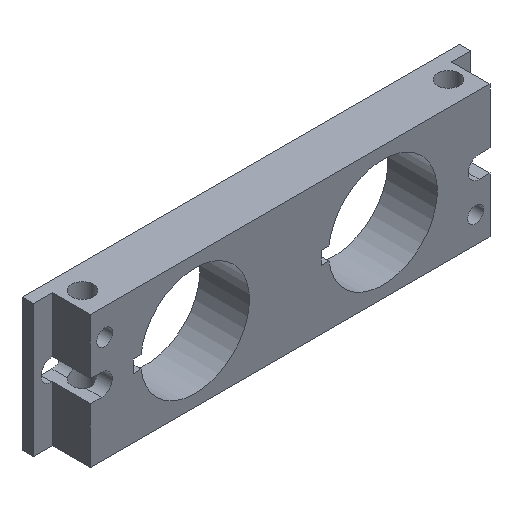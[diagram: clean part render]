
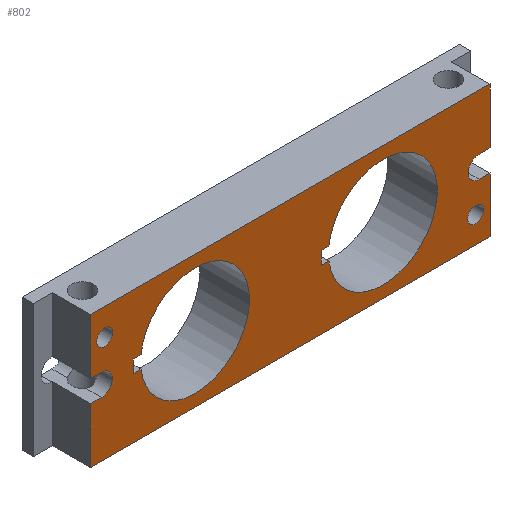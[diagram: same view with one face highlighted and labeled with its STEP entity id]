
A CAD part, isometric view. The second image highlights one B-rep face of the part: STEP entity #802.
In plain terms, the highlighted planar face has unit normal (0, -1, 0).
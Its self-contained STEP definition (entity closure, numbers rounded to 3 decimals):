
#30=PLANE('',#873);
#44=CIRCLE('',#836,2.2);
#47=CIRCLE('',#842,1.621);
#48=CIRCLE('',#844,2.2);
#51=CIRCLE('',#850,1.621);
#64=CIRCLE('',#874,11.);
#65=CIRCLE('',#875,11.);
#88=LINE('',#1300,#164);
#92=LINE('',#1309,#168);
#101=LINE('',#1331,#177);
#106=LINE('',#1342,#182);
#107=LINE('',#1345,#183);
#114=LINE('',#1366,#190);
#118=LINE('',#1376,#194);
#119=LINE('',#1378,#195);
#120=LINE('',#1380,#196);
#121=LINE('',#1384,#197);
#122=LINE('',#1386,#198);
#123=LINE('',#1388,#199);
#124=LINE('',#1389,#200);
#125=LINE('',#1390,#201);
#126=LINE('',#1391,#202);
#127=LINE('',#1392,#203);
#164=VECTOR('',#959,1000.);
#168=VECTOR('',#969,1000.);
#177=VECTOR('',#988,1000.);
#182=VECTOR('',#997,1000.);
#183=VECTOR('',#1002,1000.);
#190=VECTOR('',#1021,1000.);
#194=VECTOR('',#1029,1000.);
#195=VECTOR('',#1030,1000.);
#196=VECTOR('',#1031,1000.);
#197=VECTOR('',#1034,1000.);
#198=VECTOR('',#1035,1000.);
#199=VECTOR('',#1036,1000.);
#200=VECTOR('',#1037,1000.);
#201=VECTOR('',#1038,1000.);
#202=VECTOR('',#1039,1000.);
#203=VECTOR('',#1040,1000.);
#314=ORIENTED_EDGE('',*,*,#518,.T.);
#315=ORIENTED_EDGE('',*,*,#519,.T.);
#316=ORIENTED_EDGE('',*,*,#520,.T.);
#317=ORIENTED_EDGE('',*,*,#521,.T.);
#318=ORIENTED_EDGE('',*,*,#522,.T.);
#319=ORIENTED_EDGE('',*,*,#523,.T.);
#320=ORIENTED_EDGE('',*,*,#524,.T.);
#321=ORIENTED_EDGE('',*,*,#525,.T.);
#322=ORIENTED_EDGE('',*,*,#464,.F.);
#323=ORIENTED_EDGE('',*,*,#452,.F.);
#324=ORIENTED_EDGE('',*,*,#526,.F.);
#325=ORIENTED_EDGE('',*,*,#478,.F.);
#326=ORIENTED_EDGE('',*,*,#527,.F.);
#327=ORIENTED_EDGE('',*,*,#503,.T.);
#328=ORIENTED_EDGE('',*,*,#444,.T.);
#329=ORIENTED_EDGE('',*,*,#501,.T.);
#330=ORIENTED_EDGE('',*,*,#528,.F.);
#331=ORIENTED_EDGE('',*,*,#514,.F.);
#332=ORIENTED_EDGE('',*,*,#529,.F.);
#333=ORIENTED_EDGE('',*,*,#483,.T.);
#334=ORIENTED_EDGE('',*,*,#456,.T.);
#335=ORIENTED_EDGE('',*,*,#495,.T.);
#444=EDGE_CURVE('',#555,#554,#44,.T.);
#452=EDGE_CURVE('',#562,#562,#47,.T.);
#456=EDGE_CURVE('',#567,#566,#48,.T.);
#464=EDGE_CURVE('',#574,#574,#51,.T.);
#478=EDGE_CURVE('',#587,#582,#88,.T.);
#483=EDGE_CURVE('',#590,#567,#92,.T.);
#495=EDGE_CURVE('',#566,#597,#101,.T.);
#501=EDGE_CURVE('',#554,#601,#106,.T.);
#503=EDGE_CURVE('',#602,#555,#107,.T.);
#514=EDGE_CURVE('',#609,#610,#114,.T.);
#518=EDGE_CURVE('',#612,#613,#64,.T.);
#519=EDGE_CURVE('',#613,#614,#118,.T.);
#520=EDGE_CURVE('',#614,#615,#119,.T.);
#521=EDGE_CURVE('',#615,#612,#120,.T.);
#522=EDGE_CURVE('',#616,#617,#65,.T.);
#523=EDGE_CURVE('',#617,#618,#121,.T.);
#524=EDGE_CURVE('',#618,#619,#122,.T.);
#525=EDGE_CURVE('',#619,#616,#123,.T.);
#526=EDGE_CURVE('',#582,#597,#124,.T.);
#527=EDGE_CURVE('',#602,#587,#125,.T.);
#528=EDGE_CURVE('',#610,#601,#126,.T.);
#529=EDGE_CURVE('',#590,#609,#127,.T.);
#554=VERTEX_POINT('',#1119);
#555=VERTEX_POINT('',#1121);
#562=VERTEX_POINT('',#1167);
#566=VERTEX_POINT('',#1203);
#567=VERTEX_POINT('',#1205);
#574=VERTEX_POINT('',#1251);
#582=VERTEX_POINT('',#1289);
#587=VERTEX_POINT('',#1299);
#590=VERTEX_POINT('',#1310);
#597=VERTEX_POINT('',#1330);
#601=VERTEX_POINT('',#1341);
#602=VERTEX_POINT('',#1346);
#609=VERTEX_POINT('',#1365);
#610=VERTEX_POINT('',#1367);
#612=VERTEX_POINT('',#1374);
#613=VERTEX_POINT('',#1375);
#614=VERTEX_POINT('',#1377);
#615=VERTEX_POINT('',#1379);
#616=VERTEX_POINT('',#1382);
#617=VERTEX_POINT('',#1383);
#618=VERTEX_POINT('',#1385);
#619=VERTEX_POINT('',#1387);
#664=EDGE_LOOP('',(#314,#315,#316,#317));
#665=EDGE_LOOP('',(#318,#319,#320,#321));
#666=EDGE_LOOP('',(#322));
#667=EDGE_LOOP('',(#323));
#668=EDGE_LOOP('',(#324,#325,#326,#327,#328,#329,#330,#331,#332,#333,#334,
#335));
#730=FACE_BOUND('',#664,.T.);
#731=FACE_BOUND('',#665,.T.);
#732=FACE_BOUND('',#666,.T.);
#733=FACE_BOUND('',#667,.T.);
#734=FACE_BOUND('',#668,.T.);
#802=ADVANCED_FACE('',(#730,#731,#732,#733,#734),#30,.F.);
#836=AXIS2_PLACEMENT_3D('',#1120,#904,#905);
#842=AXIS2_PLACEMENT_3D('',#1166,#919,#920);
#844=AXIS2_PLACEMENT_3D('',#1204,#924,#925);
#850=AXIS2_PLACEMENT_3D('',#1250,#939,#940);
#873=AXIS2_PLACEMENT_3D('',#1372,#1025,#1026);
#874=AXIS2_PLACEMENT_3D('',#1373,#1027,#1028);
#875=AXIS2_PLACEMENT_3D('',#1381,#1032,#1033);
#904=DIRECTION('',(0.,1.,0.));
#905=DIRECTION('',(1.,0.,0.));
#919=DIRECTION('',(0.,-1.,0.));
#920=DIRECTION('',(0.,0.,-1.));
#924=DIRECTION('',(0.,1.,0.));
#925=DIRECTION('',(1.,0.,0.));
#939=DIRECTION('',(0.,-1.,0.));
#940=DIRECTION('',(0.,0.,-1.));
#959=DIRECTION('',(1.,0.,0.));
#969=DIRECTION('',(-1.,0.,0.));
#988=DIRECTION('',(1.,0.,0.));
#997=DIRECTION('',(-1.,0.,0.));
#1002=DIRECTION('',(1.,0.,0.));
#1021=DIRECTION('',(-1.,0.,0.));
#1025=DIRECTION('',(0.,1.,0.));
#1026=DIRECTION('',(0.,0.,1.));
#1027=DIRECTION('',(0.,1.,0.));
#1028=DIRECTION('',(1.,0.,0.));
#1029=DIRECTION('',(-1.,0.,0.));
#1030=DIRECTION('',(0.,0.,1.));
#1031=DIRECTION('',(1.,0.,0.));
#1032=DIRECTION('',(0.,1.,0.));
#1033=DIRECTION('',(1.,0.,0.));
#1034=DIRECTION('',(-1.,0.,0.));
#1035=DIRECTION('',(0.,0.,1.));
#1036=DIRECTION('',(1.,0.,0.));
#1037=DIRECTION('',(0.,0.,-1.));
#1038=DIRECTION('',(0.,0.,1.));
#1039=DIRECTION('',(0.,0.,1.));
#1040=DIRECTION('',(0.,0.,-1.));
#1119=CARTESIAN_POINT('',(-38.2,-10.,-2.2));
#1120=CARTESIAN_POINT('',(-38.2,-10.,0.));
#1121=CARTESIAN_POINT('',(-38.2,-10.,2.2));
#1166=CARTESIAN_POINT('',(-37.5,-10.,8.));
#1167=CARTESIAN_POINT('',(-37.5,-10.,6.379));
#1203=CARTESIAN_POINT('',(38.2,-10.,2.2));
#1204=CARTESIAN_POINT('',(38.2,-10.,0.));
#1205=CARTESIAN_POINT('',(38.2,-10.,-2.2));
#1250=CARTESIAN_POINT('',(37.5,-10.,-8.));
#1251=CARTESIAN_POINT('',(37.5,-10.,-9.621));
#1289=CARTESIAN_POINT('',(40.4,-10.,13.4));
#1299=CARTESIAN_POINT('',(-40.4,-10.,13.4));
#1300=CARTESIAN_POINT('',(-44.25,-10.,13.4));
#1309=CARTESIAN_POINT('',(40.5,-10.,-2.2));
#1310=CARTESIAN_POINT('',(40.4,-10.,-2.2));
#1330=CARTESIAN_POINT('',(40.4,-10.,2.2));
#1331=CARTESIAN_POINT('',(38.2,-10.,2.2));
#1341=CARTESIAN_POINT('',(-40.4,-10.,-2.2));
#1342=CARTESIAN_POINT('',(-38.2,-10.,-2.2));
#1345=CARTESIAN_POINT('',(-40.5,-10.,2.2));
#1346=CARTESIAN_POINT('',(-40.4,-10.,2.2));
#1365=CARTESIAN_POINT('',(40.4,-10.,-13.4));
#1366=CARTESIAN_POINT('',(44.25,-10.,-13.4));
#1367=CARTESIAN_POINT('',(-40.4,-10.,-13.4));
#1372=CARTESIAN_POINT('',(0.,-10.,0.));
#1373=CARTESIAN_POINT('',(18.75,-10.,0.));
#1374=CARTESIAN_POINT('',(7.827,-10.,1.3));
#1375=CARTESIAN_POINT('',(7.827,-10.,-1.3));
#1376=CARTESIAN_POINT('',(7.827,-10.,-1.3));
#1377=CARTESIAN_POINT('',(6.25,-10.,-1.3));
#1378=CARTESIAN_POINT('',(6.25,-10.,-1.3));
#1379=CARTESIAN_POINT('',(6.25,-10.,1.3));
#1380=CARTESIAN_POINT('',(6.25,-10.,1.3));
#1381=CARTESIAN_POINT('',(-19.25,-10.,0.));
#1382=CARTESIAN_POINT('',(-30.173,-10.,1.3));
#1383=CARTESIAN_POINT('',(-30.173,-10.,-1.3));
#1384=CARTESIAN_POINT('',(-30.173,-10.,-1.3));
#1385=CARTESIAN_POINT('',(-31.75,-10.,-1.3));
#1386=CARTESIAN_POINT('',(-31.75,-10.,-1.3));
#1387=CARTESIAN_POINT('',(-31.75,-10.,1.3));
#1388=CARTESIAN_POINT('',(-31.75,-10.,1.3));
#1389=CARTESIAN_POINT('',(40.4,-10.,0.));
#1390=CARTESIAN_POINT('',(-40.4,-10.,0.));
#1391=CARTESIAN_POINT('',(-40.4,-10.,0.));
#1392=CARTESIAN_POINT('',(40.4,-10.,0.));
